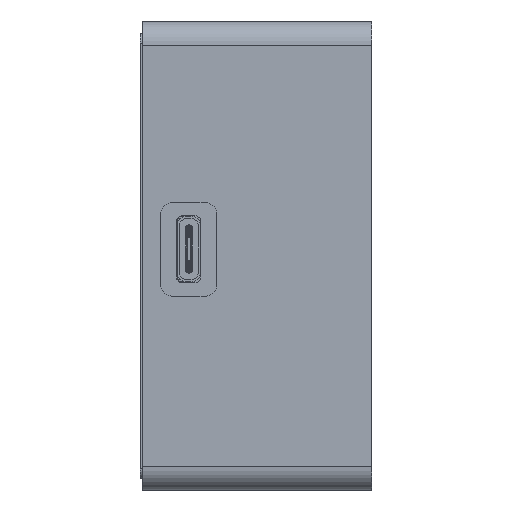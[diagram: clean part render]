
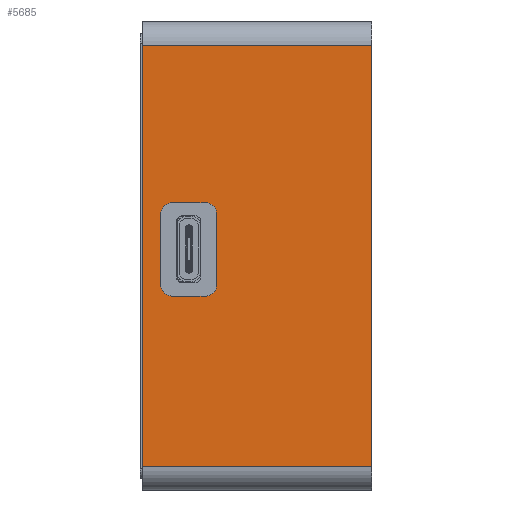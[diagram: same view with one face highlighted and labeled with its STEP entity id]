
A CAD part, left-side view. The second image highlights one B-rep face of the part: STEP entity #5685.
In plain terms, the highlighted planar face has unit normal (-1, 0, 0).
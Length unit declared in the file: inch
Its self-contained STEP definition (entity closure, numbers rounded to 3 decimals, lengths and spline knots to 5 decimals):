
#78 = VERTEX_POINT ( 'NONE', #315 ) ;
#155 = ORIENTED_EDGE ( 'NONE', *, *, #23926, .F. ) ;
#224 = EDGE_CURVE ( 'NONE', #3251, #23039, #1016, .T. ) ;
#315 = CARTESIAN_POINT ( 'NONE',  ( -2.53, 0.403, -0.45303 ) ) ;
#540 = CARTESIAN_POINT ( 'NONE',  ( -2.53, 0.8, 0.44947 ) ) ;
#1000 = CARTESIAN_POINT ( 'NONE',  ( -2.53, 0.64, -0.45303 ) ) ;
#1016 = LINE ( 'NONE', #3325, #9280 ) ;
#1748 = LINE ( 'NONE', #21473, #10175 ) ;
#1979 = EDGE_CURVE ( 'NONE', #2764, #10446, #10447, .T. ) ;
#2270 = CARTESIAN_POINT ( 'NONE',  ( -2.53, -0.425, 0.44947 ) ) ;
#2764 = VERTEX_POINT ( 'NONE', #6462 ) ;
#2784 = ORIENTED_EDGE ( 'NONE', *, *, #12848, .F. ) ;
#3251 = VERTEX_POINT ( 'NONE', #13334 ) ;
#3297 = VERTEX_POINT ( 'NONE', #20779 ) ;
#3325 = CARTESIAN_POINT ( 'NONE',  ( -2.53, 0.64, -0.39003 ) ) ;
#3525 = CARTESIAN_POINT ( 'NONE',  ( -2.53, 0.703, -0.82703 ) ) ;
#3712 = VERTEX_POINT ( 'NONE', #26502 ) ;
#3735 = EDGE_CURVE ( 'NONE', #21025, #21209, #21770, .T. ) ;
#3918 = EDGE_CURVE ( 'NONE', #23039, #27257, #4529, .T. ) ;
#3922 = DIRECTION ( 'NONE',  ( 0., -1., 0. ) ) ;
#4529 = CIRCLE ( 'NONE', #11411, 0.063 ) ;
#5151 = LINE ( 'NONE', #540, #15583 ) ;
#5266 = DIRECTION ( 'NONE',  ( 0., 0., -1. ) ) ;
#5285 = CARTESIAN_POINT ( 'NONE',  ( -2.53, -0.425, -1.80053 ) ) ;
#5286 = ORIENTED_EDGE ( 'NONE', *, *, #6227, .F. ) ;
#5407 = CARTESIAN_POINT ( 'NONE',  ( -2.53, 0.466, -0.45303 ) ) ;
#5576 = AXIS2_PLACEMENT_3D ( 'NONE', #15433, #25930, #24067 ) ;
#5685 = ADVANCED_FACE ( 'NONE', ( #20959, #22678 ), #25127, .F. ) ;
#5743 = CARTESIAN_POINT ( 'NONE',  ( -2.53, 0.466, -0.89003 ) ) ;
#5844 = EDGE_LOOP ( 'NONE', ( #2784, #5286, #7961, #10295, #155, #24397, #8006, #18142 ) ) ;
#5951 = ORIENTED_EDGE ( 'NONE', *, *, #25902, .F. ) ;
#6227 = EDGE_CURVE ( 'NONE', #10446, #3297, #20434, .T. ) ;
#6462 = CARTESIAN_POINT ( 'NONE',  ( -2.53, 0.64, -0.89003 ) ) ;
#7372 = VECTOR ( 'NONE', #12295, 39.37008 ) ;
#7575 = DIRECTION ( 'NONE',  ( -1., 0., 0. ) ) ;
#7961 = ORIENTED_EDGE ( 'NONE', *, *, #1979, .F. ) ;
#8006 = ORIENTED_EDGE ( 'NONE', *, *, #224, .F. ) ;
#8728 = EDGE_CURVE ( 'NONE', #10518, #2764, #19134, .T. ) ;
#8927 = CARTESIAN_POINT ( 'NONE',  ( -2.53, 0.8, 0.44947 ) ) ;
#9280 = VECTOR ( 'NONE', #18576, 39.37008 ) ;
#9973 = CARTESIAN_POINT ( 'NONE',  ( -2.53, 0.64, -0.39003 ) ) ;
#10175 = VECTOR ( 'NONE', #3922, 39.37008 ) ;
#10295 = ORIENTED_EDGE ( 'NONE', *, *, #8728, .F. ) ;
#10397 = AXIS2_PLACEMENT_3D ( 'NONE', #27741, #23865, #10627 ) ;
#10446 = VERTEX_POINT ( 'NONE', #5743 ) ;
#10447 = LINE ( 'NONE', #28144, #13985 ) ;
#10518 = VERTEX_POINT ( 'NONE', #16394 ) ;
#10627 = DIRECTION ( 'NONE',  ( 0., 0., 1. ) ) ;
#10843 = DIRECTION ( 'NONE',  ( 0., 0., 1. ) ) ;
#10872 = CARTESIAN_POINT ( 'NONE',  ( -2.53, 0.403, -0.82703 ) ) ;
#11335 = AXIS2_PLACEMENT_3D ( 'NONE', #5407, #7575, #11597 ) ;
#11411 = AXIS2_PLACEMENT_3D ( 'NONE', #1000, #20171, #11651 ) ;
#11597 = DIRECTION ( 'NONE',  ( 0., 0., 1. ) ) ;
#11651 = DIRECTION ( 'NONE',  ( 0., 0., -1. ) ) ;
#12295 = DIRECTION ( 'NONE',  ( 0., 0., -1. ) ) ;
#12714 = EDGE_LOOP ( 'NONE', ( #23790, #5951, #26272, #16420 ) ) ;
#12848 = EDGE_CURVE ( 'NONE', #3297, #78, #17213, .T. ) ;
#13334 = CARTESIAN_POINT ( 'NONE',  ( -2.53, 0.466, -0.39003 ) ) ;
#13383 = EDGE_CURVE ( 'NONE', #21209, #3712, #21995, .T. ) ;
#13985 = VECTOR ( 'NONE', #14772, 39.37008 ) ;
#14552 = VECTOR ( 'NONE', #23962, 39.37008 ) ;
#14772 = DIRECTION ( 'NONE',  ( 0., -1., 0. ) ) ;
#15303 = DIRECTION ( 'NONE',  ( 0., -1., 0. ) ) ;
#15433 = CARTESIAN_POINT ( 'NONE',  ( -2.53, 0.466, -0.82703 ) ) ;
#15583 = VECTOR ( 'NONE', #10843, 39.37008 ) ;
#16394 = CARTESIAN_POINT ( 'NONE',  ( -2.53, 0.703, -0.82703 ) ) ;
#16420 = ORIENTED_EDGE ( 'NONE', *, *, #3735, .T. ) ;
#17213 = LINE ( 'NONE', #10872, #14552 ) ;
#18142 = ORIENTED_EDGE ( 'NONE', *, *, #18891, .F. ) ;
#18576 = DIRECTION ( 'NONE',  ( 0., 1., 0. ) ) ;
#18776 = AXIS2_PLACEMENT_3D ( 'NONE', #24980, #27423, #5266 ) ;
#18891 = EDGE_CURVE ( 'NONE', #78, #3251, #24220, .T. ) ;
#19134 = CIRCLE ( 'NONE', #10397, 0.063 ) ;
#20141 = CARTESIAN_POINT ( 'NONE',  ( -2.53, 0.8, -1.80053 ) ) ;
#20171 = DIRECTION ( 'NONE',  ( -1., 0., 0. ) ) ;
#20434 = CIRCLE ( 'NONE', #5576, 0.063 ) ;
#20779 = CARTESIAN_POINT ( 'NONE',  ( -2.53, 0.403, -0.82703 ) ) ;
#20866 = CARTESIAN_POINT ( 'NONE',  ( -2.53, 0.703, -0.45303 ) ) ;
#20959 = FACE_BOUND ( 'NONE', #5844, .T. ) ;
#21025 = VERTEX_POINT ( 'NONE', #20141 ) ;
#21209 = VERTEX_POINT ( 'NONE', #5285 ) ;
#21473 = CARTESIAN_POINT ( 'NONE',  ( -2.53, 0.8, 0.44947 ) ) ;
#21770 = LINE ( 'NONE', #26367, #27146 ) ;
#21995 = LINE ( 'NONE', #2270, #27887 ) ;
#22090 = EDGE_CURVE ( 'NONE', #21025, #27373, #5151, .T. ) ;
#22678 = FACE_OUTER_BOUND ( 'NONE', #12714, .T. ) ;
#23039 = VERTEX_POINT ( 'NONE', #9973 ) ;
#23233 = LINE ( 'NONE', #3525, #7372 ) ;
#23790 = ORIENTED_EDGE ( 'NONE', *, *, #13383, .T. ) ;
#23865 = DIRECTION ( 'NONE',  ( -1., 0., 0. ) ) ;
#23926 = EDGE_CURVE ( 'NONE', #27257, #10518, #23233, .T. ) ;
#23962 = DIRECTION ( 'NONE',  ( 0., 0., 1. ) ) ;
#24067 = DIRECTION ( 'NONE',  ( 0., 0., 1. ) ) ;
#24220 = CIRCLE ( 'NONE', #11335, 0.063 ) ;
#24397 = ORIENTED_EDGE ( 'NONE', *, *, #3918, .F. ) ;
#24980 = CARTESIAN_POINT ( 'NONE',  ( -2.53, 0.8, 0.44947 ) ) ;
#25127 = PLANE ( 'NONE',  #18776 ) ;
#25902 = EDGE_CURVE ( 'NONE', #27373, #3712, #1748, .T. ) ;
#25930 = DIRECTION ( 'NONE',  ( -1., 0., 0. ) ) ;
#26020 = DIRECTION ( 'NONE',  ( 0., 0., 1. ) ) ;
#26272 = ORIENTED_EDGE ( 'NONE', *, *, #22090, .F. ) ;
#26367 = CARTESIAN_POINT ( 'NONE',  ( -2.53, 0.8, -1.80053 ) ) ;
#26502 = CARTESIAN_POINT ( 'NONE',  ( -2.53, -0.425, 0.44947 ) ) ;
#27146 = VECTOR ( 'NONE', #15303, 39.37008 ) ;
#27257 = VERTEX_POINT ( 'NONE', #20866 ) ;
#27373 = VERTEX_POINT ( 'NONE', #8927 ) ;
#27423 = DIRECTION ( 'NONE',  ( 1., 0., 0. ) ) ;
#27741 = CARTESIAN_POINT ( 'NONE',  ( -2.53, 0.64, -0.82703 ) ) ;
#27887 = VECTOR ( 'NONE', #26020, 39.37008 ) ;
#28144 = CARTESIAN_POINT ( 'NONE',  ( -2.53, 0.64, -0.89003 ) ) ;
